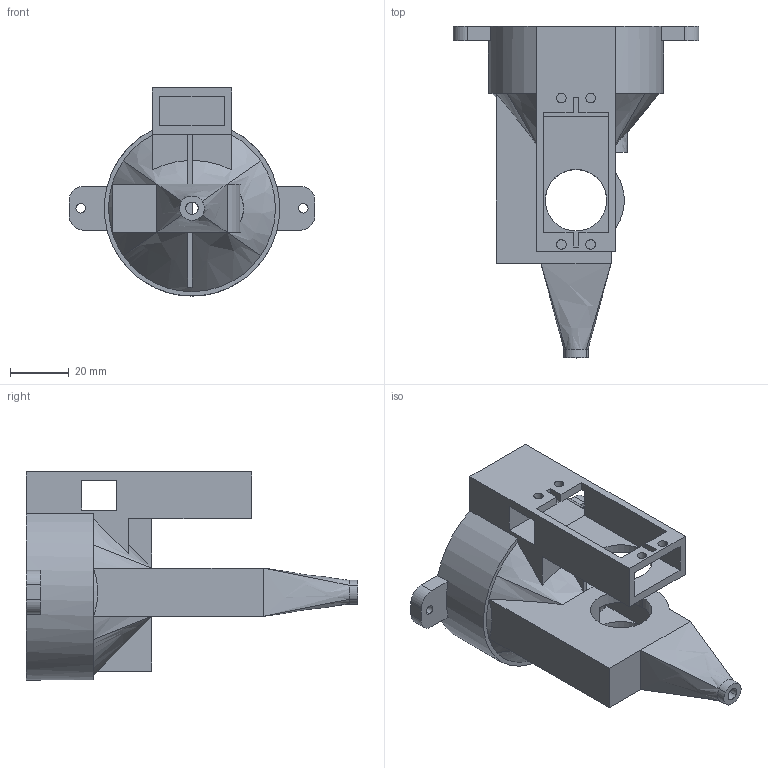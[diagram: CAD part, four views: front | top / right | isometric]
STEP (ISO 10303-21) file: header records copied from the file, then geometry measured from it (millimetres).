
FILE_DESCRIPTION (( 'STEP AP214' ), '1' );
FILE_NAME ('Main Body-v2.2-step.STEP', '2026-01-10T08:41:59', ( '' ), ( '' ), 'SwSTEP 2.0', 'SolidWorks 2018', '' );
FILE_SCHEMA (( 'AUTOMOTIVE_DESIGN' ));
Length unit declared in the file: millimetre
Products named in the file (1): Main Body-v2.2-step
Bounding box: 84 x 113.33 x 71.1 mm (x, y, z)
Volume: 58097.5 mm3; surface area: 37768.8 mm2
Topology: 1 solids, 1 shells, 184 faces, 517 edges, 328 vertices
Faces by surface type: bspline 76, plane 75, cylinder 32, torus 1
Entity records: 10372 total; most frequent: CARTESIAN_POINT 6117, ORIENTED_EDGE 1026, DIRECTION 638, EDGE_CURVE 513, VERTEX_POINT 328, VECTOR 248, LINE 248, EDGE_LOOP 209
